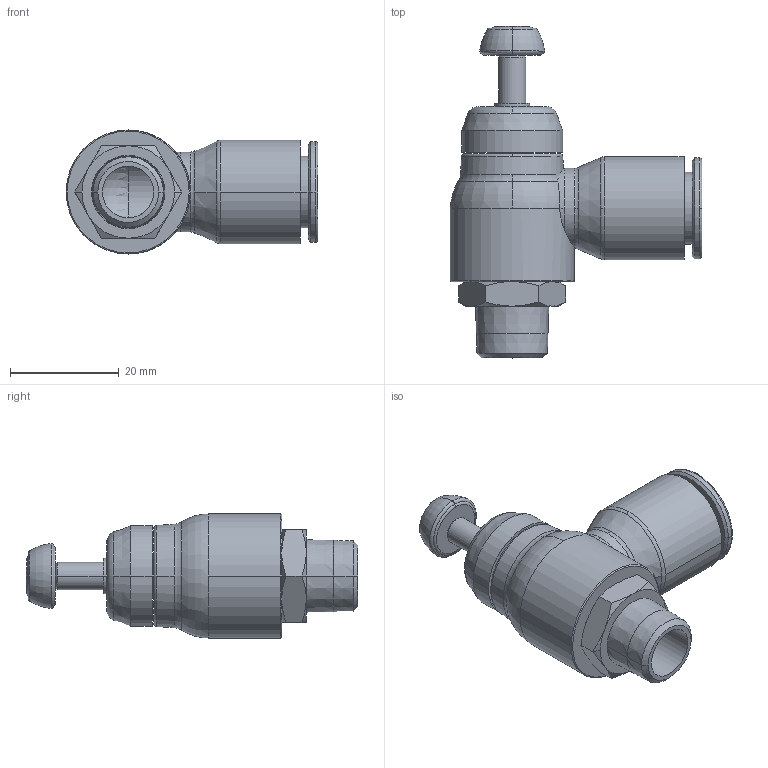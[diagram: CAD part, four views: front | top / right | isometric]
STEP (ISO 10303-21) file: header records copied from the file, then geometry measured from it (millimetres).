
FILE_DESCRIPTION(('STEP AP214'),'1');
FILE_NAME('7066_12_13.stp','2016-07-07T14:21:00',('TraceParts'),('TraceParts S.A.'),'Spatial InterOp 3D',' ',' ');
FILE_SCHEMA(('automotive_design'));
Length unit declared in the file: millimetre
Products named in the file (1): 1
Bounding box: 46.25 x 61 x 22.8 mm (x, y, z)
Volume: 14196.5 mm3; surface area: 8066.5 mm2
Topology: 1 solids, 1 shells, 111 faces, 278 edges, 172 vertices
Faces by surface type: cone 34, torus 28, cylinder 24, plane 20, sphere 5
Entity records: 3645 total; most frequent: CARTESIAN_POINT 948, DIRECTION 634, ORIENTED_EDGE 540, AXIS2_PLACEMENT_3D 288, EDGE_CURVE 270, CIRCLE 176, VERTEX_POINT 172, EDGE_LOOP 124
